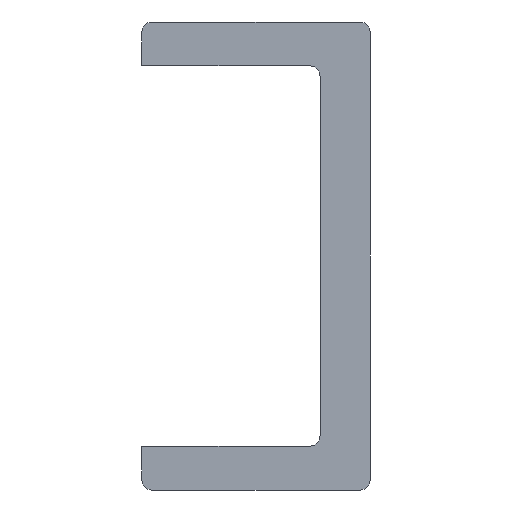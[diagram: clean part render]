
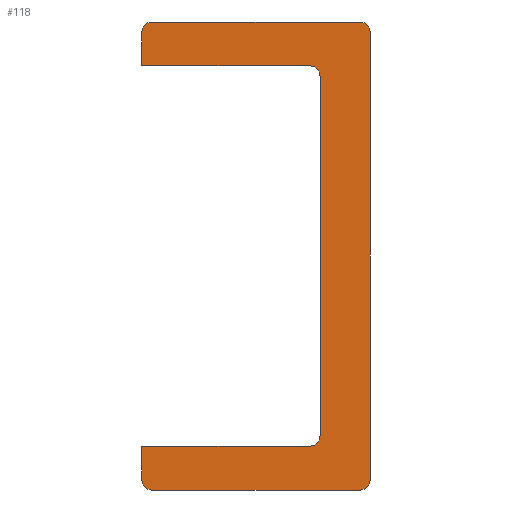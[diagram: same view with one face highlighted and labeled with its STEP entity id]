
A CAD part, front view. The second image highlights one B-rep face of the part: STEP entity #118.
In plain terms, the highlighted planar face has unit normal (0, -1, 0).
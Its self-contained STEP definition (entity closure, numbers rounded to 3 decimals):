
#118 = ADVANCED_FACE( '', ( #282 ), #283, .F. );
#282 = FACE_OUTER_BOUND( '', #537, .T. );
#283 = PLANE( '', #538 );
#537 = EDGE_LOOP( '', ( #843, #844, #845, #846, #847, #848, #849, #850, #851, #852, #853, #854, #855, #856 ) );
#538 = AXIS2_PLACEMENT_3D( '', #857, #858, #859 );
#843 = ORIENTED_EDGE( '', *, *, #1208, .F. );
#844 = ORIENTED_EDGE( '', *, *, #1209, .T. );
#845 = ORIENTED_EDGE( '', *, *, #1210, .F. );
#846 = ORIENTED_EDGE( '', *, *, #1211, .T. );
#847 = ORIENTED_EDGE( '', *, *, #1212, .F. );
#848 = ORIENTED_EDGE( '', *, *, #1213, .F. );
#849 = ORIENTED_EDGE( '', *, *, #1214, .F. );
#850 = ORIENTED_EDGE( '', *, *, #1215, .F. );
#851 = ORIENTED_EDGE( '', *, *, #1216, .F. );
#852 = ORIENTED_EDGE( '', *, *, #1200, .F. );
#853 = ORIENTED_EDGE( '', *, *, #1194, .F. );
#854 = ORIENTED_EDGE( '', *, *, #1217, .T. );
#855 = ORIENTED_EDGE( '', *, *, #1218, .F. );
#856 = ORIENTED_EDGE( '', *, *, #1219, .T. );
#857 = CARTESIAN_POINT( '', ( -10.5, 0., 21.5 ) );
#858 = DIRECTION( '', ( 0., 1., 0. ) );
#859 = DIRECTION( '', ( 0., 0., 1. ) );
#1194 = EDGE_CURVE( '', #1389, #1391, #1392, .T. );
#1200 = EDGE_CURVE( '', #1391, #1400, #1401, .T. );
#1208 = EDGE_CURVE( '', #1412, #1413, #1414, .T. );
#1209 = EDGE_CURVE( '', #1412, #1415, #1416, .F. );
#1210 = EDGE_CURVE( '', #1417, #1415, #1418, .T. );
#1211 = EDGE_CURVE( '', #1417, #1419, #1420, .F. );
#1212 = EDGE_CURVE( '', #1421, #1419, #1422, .T. );
#1213 = EDGE_CURVE( '', #1423, #1421, #1424, .T. );
#1214 = EDGE_CURVE( '', #1425, #1423, #1426, .T. );
#1215 = EDGE_CURVE( '', #1427, #1425, #1428, .T. );
#1216 = EDGE_CURVE( '', #1400, #1427, #1429, .T. );
#1217 = EDGE_CURVE( '', #1389, #1430, #1431, .F. );
#1218 = EDGE_CURVE( '', #1432, #1430, #1433, .T. );
#1219 = EDGE_CURVE( '', #1432, #1413, #1434, .F. );
#1389 = VERTEX_POINT( '', #1643 );
#1391 = VERTEX_POINT( '', #1646 );
#1392 = LINE( '', #1647, #1648 );
#1400 = VERTEX_POINT( '', #1657 );
#1401 = LINE( '', #1658, #1659 );
#1412 = VERTEX_POINT( '', #1671 );
#1413 = VERTEX_POINT( '', #1672 );
#1414 = LINE( '', #1673, #1674 );
#1415 = VERTEX_POINT( '', #1675 );
#1416 = CIRCLE( '', #1676, 0.9 );
#1417 = VERTEX_POINT( '', #1677 );
#1418 = LINE( '', #1678, #1679 );
#1419 = VERTEX_POINT( '', #1680 );
#1420 = CIRCLE( '', #1681, 0.9 );
#1421 = VERTEX_POINT( '', #1682 );
#1422 = LINE( '', #1683, #1684 );
#1423 = VERTEX_POINT( '', #1685 );
#1424 = LINE( '', #1686, #1687 );
#1425 = VERTEX_POINT( '', #1688 );
#1426 = CIRCLE( '', #1689, 1. );
#1427 = VERTEX_POINT( '', #1690 );
#1428 = LINE( '', #1691, #1692 );
#1429 = CIRCLE( '', #1693, 1. );
#1430 = VERTEX_POINT( '', #1694 );
#1431 = CIRCLE( '', #1695, 0.9 );
#1432 = VERTEX_POINT( '', #1696 );
#1433 = LINE( '', #1697, #1698 );
#1434 = CIRCLE( '', #1699, 0.9 );
#1643 = CARTESIAN_POINT( '', ( -10.5, 0., -20.6 ) );
#1646 = CARTESIAN_POINT( '', ( -10.5, 0., -17.5 ) );
#1647 = CARTESIAN_POINT( '', ( -10.5, 0., -21.5 ) );
#1648 = VECTOR( '', #1919, 1000. );
#1657 = CARTESIAN_POINT( '', ( 4.9, 0., -17.5 ) );
#1658 = CARTESIAN_POINT( '', ( 4.9, 0., -17.5 ) );
#1659 = VECTOR( '', #1927, 1000. );
#1671 = CARTESIAN_POINT( '', ( 10.5, 0., 20.6 ) );
#1672 = CARTESIAN_POINT( '', ( 10.5, 0., -20.6 ) );
#1673 = CARTESIAN_POINT( '', ( 10.5, 0., 21.5 ) );
#1674 = VECTOR( '', #1938, 1000. );
#1675 = CARTESIAN_POINT( '', ( 9.6, 0., 21.5 ) );
#1676 = AXIS2_PLACEMENT_3D( '', #1939, #1940, #1941 );
#1677 = CARTESIAN_POINT( '', ( -9.6, 0., 21.5 ) );
#1678 = CARTESIAN_POINT( '', ( -10.5, 0., 21.5 ) );
#1679 = VECTOR( '', #1942, 1000. );
#1680 = CARTESIAN_POINT( '', ( -10.5, 0., 20.6 ) );
#1681 = AXIS2_PLACEMENT_3D( '', #1943, #1944, #1945 );
#1682 = CARTESIAN_POINT( '', ( -10.5, 0., 17.5 ) );
#1683 = CARTESIAN_POINT( '', ( -10.5, 0., -21.5 ) );
#1684 = VECTOR( '', #1946, 1000. );
#1685 = CARTESIAN_POINT( '', ( 4.9, 0., 17.5 ) );
#1686 = CARTESIAN_POINT( '', ( 4.9, 0., 17.5 ) );
#1687 = VECTOR( '', #1947, 1000. );
#1688 = CARTESIAN_POINT( '', ( 5.9, 0., 16.5 ) );
#1689 = AXIS2_PLACEMENT_3D( '', #1948, #1949, #1950 );
#1690 = CARTESIAN_POINT( '', ( 5.9, 0., -16.5 ) );
#1691 = CARTESIAN_POINT( '', ( 5.9, 0., 16.5 ) );
#1692 = VECTOR( '', #1951, 1000. );
#1693 = AXIS2_PLACEMENT_3D( '', #1952, #1953, #1954 );
#1694 = CARTESIAN_POINT( '', ( -9.6, 0., -21.5 ) );
#1695 = AXIS2_PLACEMENT_3D( '', #1955, #1956, #1957 );
#1696 = CARTESIAN_POINT( '', ( 9.6, 0., -21.5 ) );
#1697 = CARTESIAN_POINT( '', ( 10.5, 0., -21.5 ) );
#1698 = VECTOR( '', #1958, 1000. );
#1699 = AXIS2_PLACEMENT_3D( '', #1959, #1960, #1961 );
#1919 = DIRECTION( '', ( 0., 0., 1. ) );
#1927 = DIRECTION( '', ( 1., 0., 0. ) );
#1938 = DIRECTION( '', ( 0., 0., -1. ) );
#1939 = CARTESIAN_POINT( '', ( 9.6, 0., 20.6 ) );
#1940 = DIRECTION( '', ( 0., 1., 0. ) );
#1941 = DIRECTION( '', ( 0., 0., 1. ) );
#1942 = DIRECTION( '', ( 1., 0., 0. ) );
#1943 = CARTESIAN_POINT( '', ( -9.6, 0., 20.6 ) );
#1944 = DIRECTION( '', ( 0., 1., 0. ) );
#1945 = DIRECTION( '', ( 0., 0., 1. ) );
#1946 = DIRECTION( '', ( 0., 0., 1. ) );
#1947 = DIRECTION( '', ( -1., 0., 0. ) );
#1948 = CARTESIAN_POINT( '', ( 4.9, 0., 16.5 ) );
#1949 = DIRECTION( '', ( 0., -1., 0. ) );
#1950 = DIRECTION( '', ( -1., 0., 0. ) );
#1951 = DIRECTION( '', ( 0., 0., 1. ) );
#1952 = CARTESIAN_POINT( '', ( 4.9, 0., -16.5 ) );
#1953 = DIRECTION( '', ( 0., -1., 0. ) );
#1954 = DIRECTION( '', ( -1., 0., 0. ) );
#1955 = CARTESIAN_POINT( '', ( -9.6, 0., -20.6 ) );
#1956 = DIRECTION( '', ( 0., 1., 0. ) );
#1957 = DIRECTION( '', ( 0., 0., 1. ) );
#1958 = DIRECTION( '', ( -1., 0., 0. ) );
#1959 = CARTESIAN_POINT( '', ( 9.6, 0., -20.6 ) );
#1960 = DIRECTION( '', ( 0., 1., 0. ) );
#1961 = DIRECTION( '', ( 0., 0., 1. ) );
